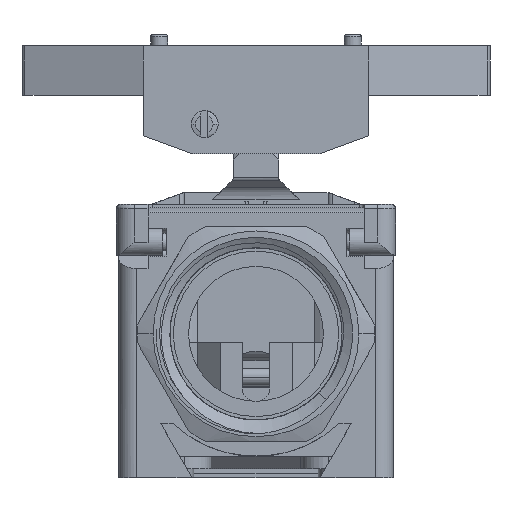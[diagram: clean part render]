
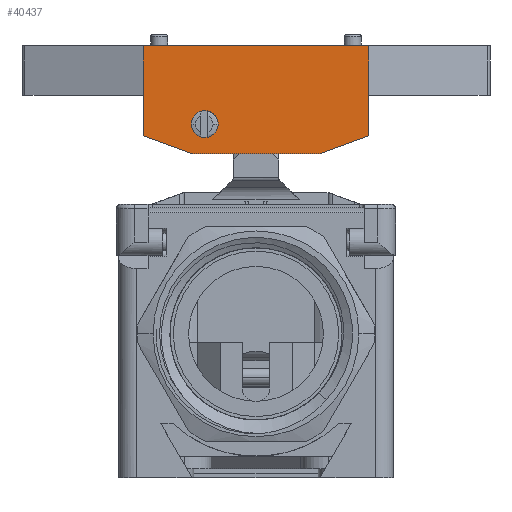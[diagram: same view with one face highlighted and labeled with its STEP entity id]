
A CAD part, front view. The second image highlights one B-rep face of the part: STEP entity #40437.
In plain terms, the highlighted face is planar.
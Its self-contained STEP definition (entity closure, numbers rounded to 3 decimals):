
#38718=DIRECTION('',(-1.,0.,0.));
#38719=VECTOR('',#38718,14.);
#38720=CARTESIAN_POINT('',(7.,12.,10.));
#38721=LINE('',#38720,#38719);
#38722=DIRECTION('',(-0.94,0.342,0.));
#38723=VECTOR('',#38722,5.853);
#38724=CARTESIAN_POINT('',(12.5,9.998,10.));
#38725=LINE('',#38724,#38723);
#38726=DIRECTION('',(0.,1.,0.));
#38727=VECTOR('',#38726,4.498);
#38728=CARTESIAN_POINT('',(12.5,5.5,10.));
#38729=LINE('',#38728,#38727);
#38730=DIRECTION('',(0.,1.,0.));
#38731=VECTOR('',#38730,5.5);
#38732=CARTESIAN_POINT('',(12.5,0.,10.));
#38733=LINE('',#38732,#38731);
#38734=DIRECTION('',(1.,0.,0.));
#38735=VECTOR('',#38734,25.);
#38736=CARTESIAN_POINT('',(-12.5,0.,10.));
#38737=LINE('',#38736,#38735);
#38738=DIRECTION('',(-0.94,-0.342,0.));
#38739=VECTOR('',#38738,5.853);
#38740=CARTESIAN_POINT('',(-7.,12.,10.));
#38741=LINE('',#38740,#38739);
#38742=CARTESIAN_POINT('',(5.7,8.7,10.));
#38743=DIRECTION('',(0.,0.,-1.));
#38744=DIRECTION('',(-1.,0.,0.));
#38745=AXIS2_PLACEMENT_3D('',#38742,#38743,#38744);
#38747=CARTESIAN_POINT('',(5.7,8.7,10.));
#38748=DIRECTION('',(0.,0.,-1.));
#38749=DIRECTION('',(1.,0.,0.));
#38750=AXIS2_PLACEMENT_3D('',#38747,#38748,#38749);
#38890=DIRECTION('',(0.,1.,0.));
#38891=VECTOR('',#38890,4.498);
#38892=CARTESIAN_POINT('',(-12.5,5.5,10.));
#38893=LINE('',#38892,#38891);
#38954=DIRECTION('',(0.,-1.,0.));
#38955=VECTOR('',#38954,5.5);
#38956=CARTESIAN_POINT('',(-12.5,5.5,10.));
#38957=LINE('',#38956,#38955);
#39600=CARTESIAN_POINT('',(-12.5,0.,10.));
#39601=CARTESIAN_POINT('',(12.5,0.,10.));
#39602=VERTEX_POINT('',#39600);
#39603=VERTEX_POINT('',#39601);
#39759=CARTESIAN_POINT('',(7.,12.,10.));
#39760=VERTEX_POINT('',#39759);
#39761=CARTESIAN_POINT('',(-7.,12.,10.));
#39762=VERTEX_POINT('',#39761);
#39791=CARTESIAN_POINT('',(12.5,9.998,10.));
#39792=VERTEX_POINT('',#39791);
#39793=CARTESIAN_POINT('',(12.5,5.5,10.));
#39794=VERTEX_POINT('',#39793);
#39811=CARTESIAN_POINT('',(-12.5,5.5,10.));
#39812=VERTEX_POINT('',#39811);
#39813=CARTESIAN_POINT('',(-12.5,9.998,10.));
#39814=VERTEX_POINT('',#39813);
#39832=CARTESIAN_POINT('',(4.2,8.7,10.));
#39834=VERTEX_POINT('',#39832);
#39835=CARTESIAN_POINT('',(7.2,8.7,10.));
#39837=VERTEX_POINT('',#39835);
#40409=CARTESIAN_POINT('',(0.,6.,10.));
#40410=DIRECTION('',(0.,0.,1.));
#40411=DIRECTION('',(1.,0.,0.));
#40412=AXIS2_PLACEMENT_3D('',#40409,#40410,#40411);
#40413=PLANE('',#40412);
#40415=ORIENTED_EDGE('',*,*,#40414,.F.);
#40417=ORIENTED_EDGE('',*,*,#40416,.F.);
#40419=ORIENTED_EDGE('',*,*,#40418,.F.);
#40421=ORIENTED_EDGE('',*,*,#40420,.F.);
#40422=ORIENTED_EDGE('',*,*,#40360,.F.);
#40424=ORIENTED_EDGE('',*,*,#40423,.F.);
#40426=ORIENTED_EDGE('',*,*,#40425,.T.);
#40428=ORIENTED_EDGE('',*,*,#40427,.F.);
#40429=EDGE_LOOP('',(#40415,#40417,#40419,#40421,#40422,#40424,#40426,#40428));
#40430=FACE_OUTER_BOUND('',#40429,.F.);
#40432=ORIENTED_EDGE('',*,*,#40431,.F.);
#40434=ORIENTED_EDGE('',*,*,#40433,.F.);
#40435=EDGE_LOOP('',(#40432,#40434));
#40436=FACE_BOUND('',#40435,.F.);
#40437=ADVANCED_FACE('',(#40430,#40436),#40413,.T.);
#38746=CIRCLE('',#38745,1.5);
#38751=CIRCLE('',#38750,1.5);
#40360=EDGE_CURVE('',#39602,#39603,#38737,.T.);
#40414=EDGE_CURVE('',#39760,#39762,#38721,.T.);
#40416=EDGE_CURVE('',#39792,#39760,#38725,.T.);
#40418=EDGE_CURVE('',#39794,#39792,#38729,.T.);
#40420=EDGE_CURVE('',#39603,#39794,#38733,.T.);
#40423=EDGE_CURVE('',#39812,#39602,#38957,.T.);
#40425=EDGE_CURVE('',#39812,#39814,#38893,.T.);
#40427=EDGE_CURVE('',#39762,#39814,#38741,.T.);
#40431=EDGE_CURVE('',#39834,#39837,#38746,.T.);
#40433=EDGE_CURVE('',#39837,#39834,#38751,.T.);
